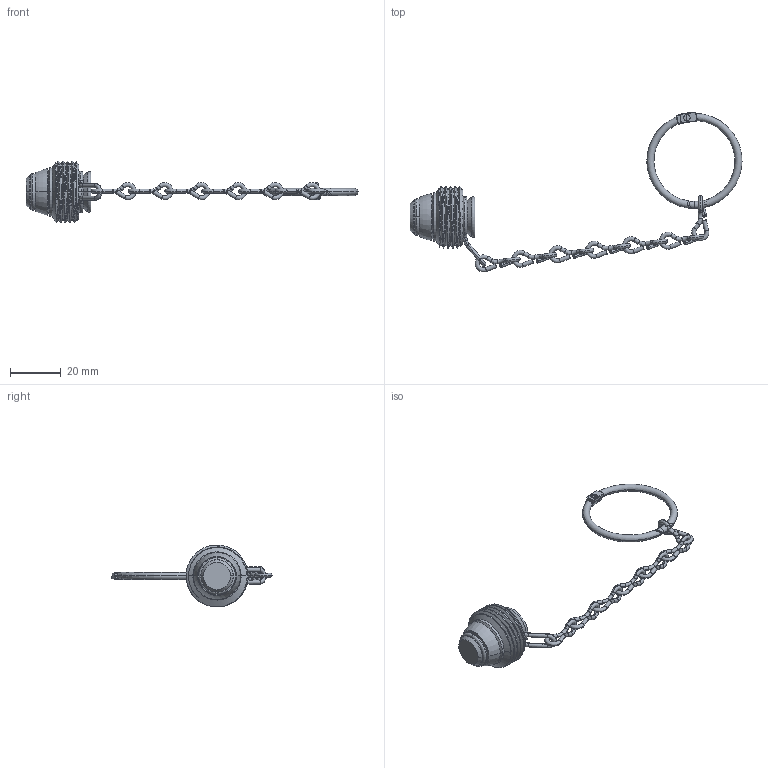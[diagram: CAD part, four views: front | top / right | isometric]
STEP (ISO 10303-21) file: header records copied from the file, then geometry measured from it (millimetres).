
FILE_DESCRIPTION (( 'STEP AP203' ), '1' );
FILE_NAME ('PLU-590SS-TR.STEP', '2025-08-21T17:22:35', ( '' ), ( '' ), 'SwSTEP 2.0', 'SolidWorks 2018', '' );
FILE_SCHEMA (( 'CONFIG_CONTROL_DESIGN' ));
Length unit declared in the file: inch
Products named in the file (9): PRT-002255_SMALL PIN; PRT-001440_CLIP-.52D-CHR; PRT-002245_RING-1.187D HALF; ASY-000211_One Link Bent; PRT-000857; ASY-000291; PRT-000104; PRT-002239_STAINLESS; PLU-590SS-TR
Assembly tree (15 placements, depth 3):
  PLU-590SS-TR
    PRT-000104
    PRT-000857
    PRT-001440_CLIP-.52D-CHR
    ASY-000211_One Link Bent
      PRT-002239_STAINLESS  x7
    ASY-000291
      PRT-002245_RING-1.187D HALF  x2
      PRT-002255_SMALL PIN
Bounding box: 130.25 x 62.77 x 24.29 mm (x, y, z)
Volume: 7364.4 mm3; surface area: 6123.6 mm2
Topology: 13 solids, 13 shells, 349 faces, 797 edges, 463 vertices
Faces by surface type: cylinder 117, torus 94, plane 60, bspline 47, sphere 16, cone 15
Entity records: 10496 total; most frequent: CARTESIAN_POINT 5436, DIRECTION 849, ORIENTED_EDGE 816, EDGE_CURVE 408, AXIS2_PLACEMENT_3D 370, VERTEX_POINT 242, CIRCLE 188, EDGE_LOOP 188
